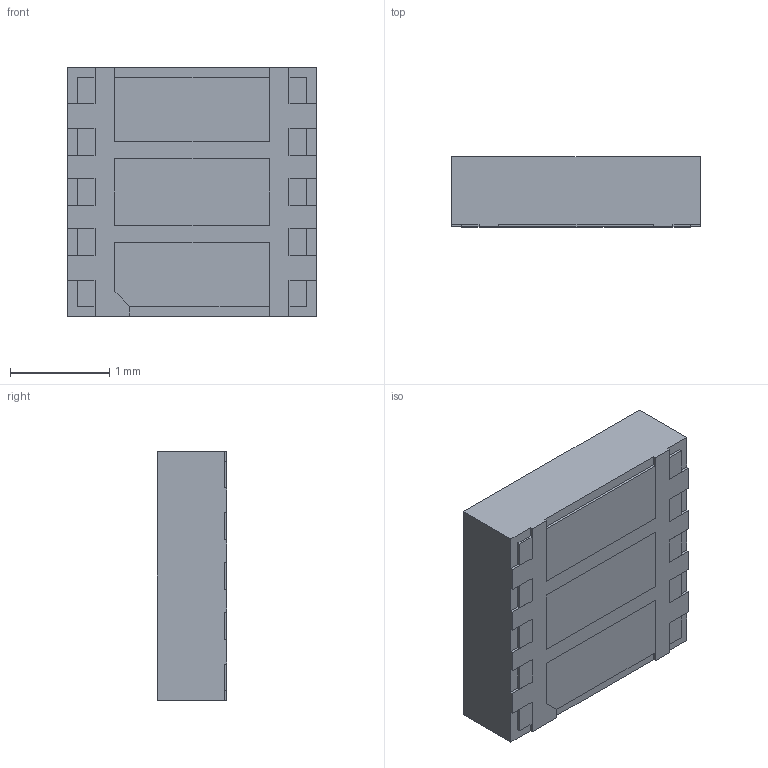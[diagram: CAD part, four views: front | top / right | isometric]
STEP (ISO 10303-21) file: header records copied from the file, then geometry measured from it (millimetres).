
FILE_DESCRIPTION (( 'STEP AP214' ), '1' );
FILE_NAME ('SKY65943-11.STEP', '2021-09-13T22:06:20', ( '' ), ( '' ), 'SwSTEP 2.0', 'SolidWorks 2017', '' );
FILE_SCHEMA (( 'AUTOMOTIVE_DESIGN' ));
Length unit declared in the file: millimetre
Products named in the file (1): SKY65943-11
Bounding box: 2.5 x 0.7 x 2.5 mm (x, y, z)
Volume: 4.4 mm3; surface area: 30.9 mm2
Topology: 15 solids, 15 shells, 171 faces, 416 edges, 277 vertices
Faces by surface type: plane 167, cylinder 4
Entity records: 5070 total; most frequent: CARTESIAN_POINT 865, ORIENTED_EDGE 832, DIRECTION 768, EDGE_CURVE 416, LINE 408, VECTOR 408, VERTEX_POINT 277, AXIS2_PLACEMENT_3D 180
